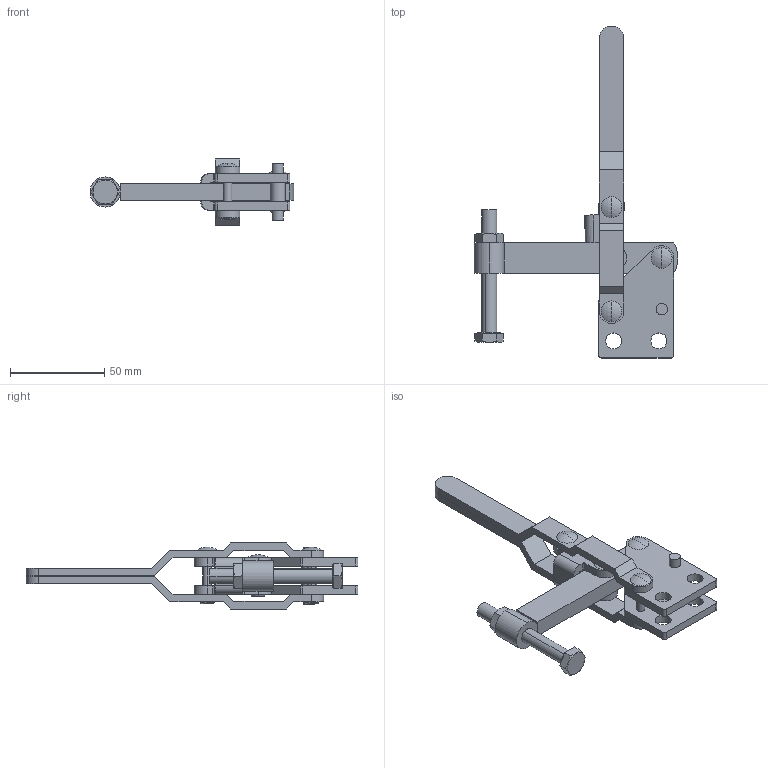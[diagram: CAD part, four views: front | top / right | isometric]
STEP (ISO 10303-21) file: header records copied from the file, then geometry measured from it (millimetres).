
FILE_DESCRIPTION (( 'STEP AP214' ), '1' );
FILE_NAME ('GH-11350(Â²¤Æ).STEP', '2020-05-26T02:58:42', ( 'LinWei' ), ( '' ), 'SwSTEP 2.0', 'SolidWorks 2016', '' );
FILE_SCHEMA (( 'AUTOMOTIVE_DESIGN' ));
Length unit declared in the file: millimetre
Products named in the file (6): Group4^GH-11350(簡化); Group2^GH-11350(簡化); Group1^GH-11350(簡化); GH-11350(簡化); 13508-1^GH-11350(簡化); Group5^GH-11350(簡化)
Assembly tree (5 placements, depth 2):
  GH-11350(簡化)
    Group1^GH-11350(簡化)
    Group2^GH-11350(簡化)
    Group4^GH-11350(簡化)
    Group5^GH-11350(簡化)
    13508-1^GH-11350(簡化)
Bounding box: 108.1 x 176 x 35 mm (x, y, z)
Volume: 60841.7 mm3; surface area: 33458.5 mm2
Topology: 5 solids, 5 shells, 212 faces, 516 edges, 337 vertices
Faces by surface type: plane 92, cylinder 79, cone 23, sphere 8, torus 8, bspline 2
Entity records: 7321 total; most frequent: CARTESIAN_POINT 1465, DIRECTION 1139, ORIENTED_EDGE 1032, EDGE_CURVE 516, AXIS2_PLACEMENT_3D 439, VERTEX_POINT 337, LINE 261, EDGE_LOOP 261
